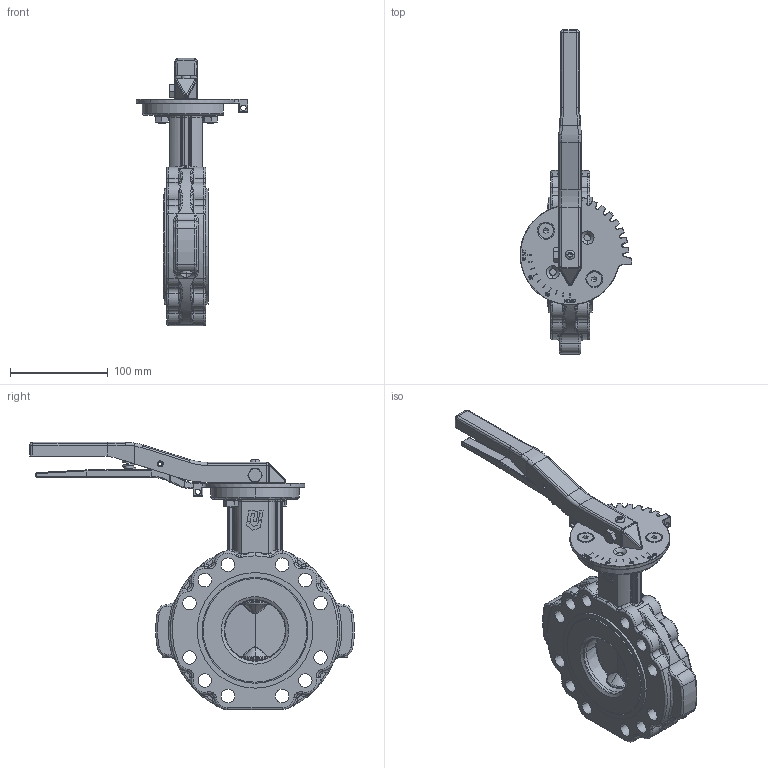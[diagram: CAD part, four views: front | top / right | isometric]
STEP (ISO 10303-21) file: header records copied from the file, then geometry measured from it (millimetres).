
FILE_DESCRIPTION(('HOOPS Exchange Step'),'2;1');
FILE_NAME('AK10_DN65_PN10-16_Handhebel.stp','2025-10-06T10:03:19+02:00',('nieru'),('Unknown organisation'),'HOOPS Exchange 2024.2','HOOPS Exchange','Unknown authorisation');
FILE_SCHEMA( ('AP203_CONFIGURATION_CONTROLLED_3D_DESIGN_OF_MECHANICAL_PARTS_AND_ASSEMBLIES_MIM_LF') );
Length unit declared in the file: millimetre
Products named in the file (3): 0; root
Assembly tree (2 placements, depth 3):
  root
    0
      0
Bounding box: 113.93 x 331.32 x 272.98 mm (x, y, z)
Volume: 1047250.3 mm3; surface area: 186945.9 mm2
Topology: 2 solids, 2 shells, 1681 faces, 4334 edges, 2617 vertices
Faces by surface type: cylinder 581, plane 396, torus 306, bspline 274, cone 91, sphere 33
Entity records: 108763 total; most frequent: CARTESIAN_POINT 72633, ORIENTED_EDGE 8454, DIRECTION 6037, EDGE_CURVE 4227, VERTEX_POINT 2617, AXIS2_PLACEMENT_3D 2325, EDGE_LOOP 1802, FACE_BOUND 1802
